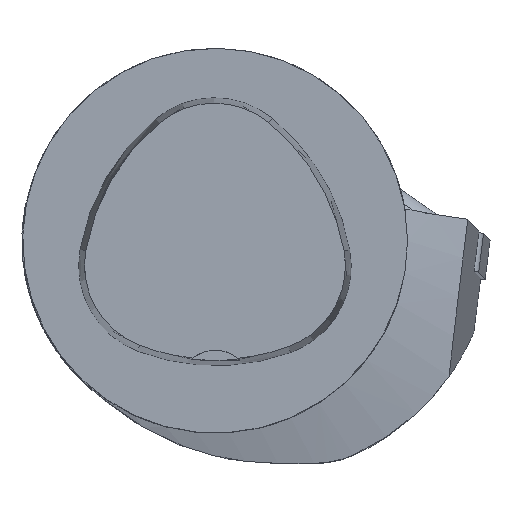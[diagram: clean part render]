
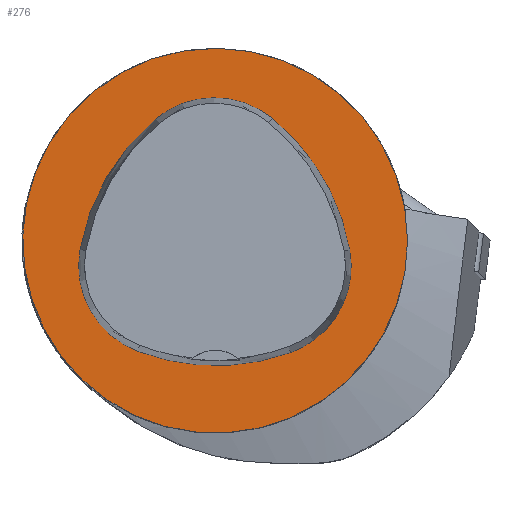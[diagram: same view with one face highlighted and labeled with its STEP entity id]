
A CAD part, top view. The second image highlights one B-rep face of the part: STEP entity #276.
In plain terms, the highlighted planar face has unit normal (0, 0, 1).
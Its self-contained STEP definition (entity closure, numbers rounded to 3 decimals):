
#276=ADVANCED_FACE('',(#658,#659),#349,.T.);
#349=PLANE('',#1817);
#658=FACE_BOUND('',#704,.T.);
#659=FACE_BOUND('',#705,.T.);
#704=EDGE_LOOP('',(#956,#957,#958,#959,#960,#961));
#705=EDGE_LOOP('',(#962));
#956=ORIENTED_EDGE('',*,*,#1509,.F.);
#957=ORIENTED_EDGE('',*,*,#1504,.F.);
#958=ORIENTED_EDGE('',*,*,#1499,.F.);
#959=ORIENTED_EDGE('',*,*,#1496,.F.);
#960=ORIENTED_EDGE('',*,*,#1493,.F.);
#961=ORIENTED_EDGE('',*,*,#1489,.F.);
#962=ORIENTED_EDGE('',*,*,#1472,.T.);
#1301=VERTEX_POINT('',#2668);
#1316=VERTEX_POINT('',#2725);
#1317=VERTEX_POINT('',#2726);
#1320=VERTEX_POINT('',#2734);
#1322=VERTEX_POINT('',#2740);
#1324=VERTEX_POINT('',#2746);
#1328=VERTEX_POINT('',#2759);
#1472=EDGE_CURVE('',#1301,#1301,#1620,.T.);
#1489=EDGE_CURVE('',#1316,#1317,#1622,.T.);
#1493=EDGE_CURVE('',#1317,#1320,#1624,.T.);
#1496=EDGE_CURVE('',#1320,#1322,#1626,.T.);
#1499=EDGE_CURVE('',#1322,#1324,#1628,.T.);
#1504=EDGE_CURVE('',#1324,#1328,#1631,.T.);
#1509=EDGE_CURVE('',#1328,#1316,#1634,.T.);
#1620=CIRCLE('',#1787,31.5);
#1622=CIRCLE('',#1795,36.);
#1624=CIRCLE('',#1798,15.);
#1626=CIRCLE('',#1801,36.);
#1628=CIRCLE('',#1804,15.);
#1631=CIRCLE('',#1808,36.);
#1634=CIRCLE('',#1812,15.);
#1787=AXIS2_PLACEMENT_3D('',#2667,#2076,#2077);
#1795=AXIS2_PLACEMENT_3D('',#2724,#2096,#2097);
#1798=AXIS2_PLACEMENT_3D('',#2733,#2104,#2105);
#1801=AXIS2_PLACEMENT_3D('',#2739,#2111,#2112);
#1804=AXIS2_PLACEMENT_3D('',#2745,#2118,#2119);
#1808=AXIS2_PLACEMENT_3D('',#2758,#2127,#2128);
#1812=AXIS2_PLACEMENT_3D('',#2771,#2136,#2137);
#1817=AXIS2_PLACEMENT_3D('',#2776,#2146,#2147);
#2076=DIRECTION('',(0.,0.,1.));
#2077=DIRECTION('',(1.,0.,0.));
#2096=DIRECTION('',(0.,0.,1.));
#2097=DIRECTION('',(1.,0.,0.));
#2104=DIRECTION('',(0.,0.,1.));
#2105=DIRECTION('',(1.,0.,0.));
#2111=DIRECTION('',(0.,0.,1.));
#2112=DIRECTION('',(1.,0.,0.));
#2118=DIRECTION('',(0.,0.,1.));
#2119=DIRECTION('',(1.,0.,0.));
#2127=DIRECTION('',(0.,0.,1.));
#2128=DIRECTION('',(1.,0.,0.));
#2136=DIRECTION('',(0.,0.,1.));
#2137=DIRECTION('',(1.,0.,0.));
#2146=DIRECTION('',(0.,0.,1.));
#2147=DIRECTION('',(-1.,0.,0.));
#2667=CARTESIAN_POINT('',(0.,0.,0.));
#2668=CARTESIAN_POINT('',(31.5,0.,0.));
#2724=CARTESIAN_POINT('',(-13.398,-7.893,0.));
#2725=CARTESIAN_POINT('',(22.041,-1.562,0.));
#2726=CARTESIAN_POINT('',(9.317,20.036,0.));
#2733=CARTESIAN_POINT('',(-0.148,8.399,0.));
#2734=CARTESIAN_POINT('',(-9.779,19.898,0.));
#2739=CARTESIAN_POINT('',(13.337,-7.7,0.));
#2740=CARTESIAN_POINT('',(-22.122,-1.48,0.));
#2745=CARTESIAN_POINT('',(-7.347,-4.071,0.));
#2746=CARTESIAN_POINT('',(-12.693,-18.087,0.));
#2758=CARTESIAN_POINT('',(0.137,15.55,0.));
#2759=CARTESIAN_POINT('',(12.373,-18.307,0.));
#2771=CARTESIAN_POINT('',(7.275,-4.2,0.));
#2776=CARTESIAN_POINT('',(0.,0.,0.));
